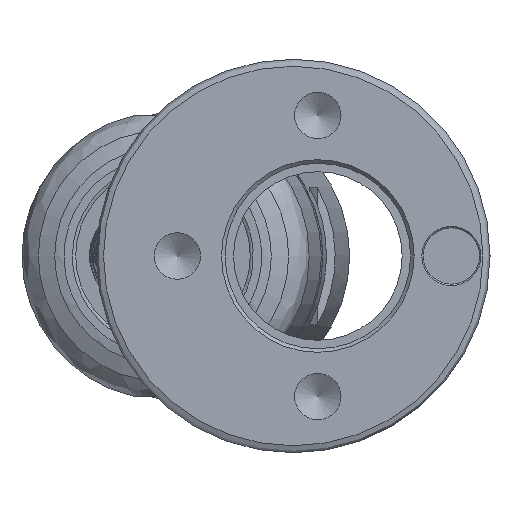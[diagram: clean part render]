
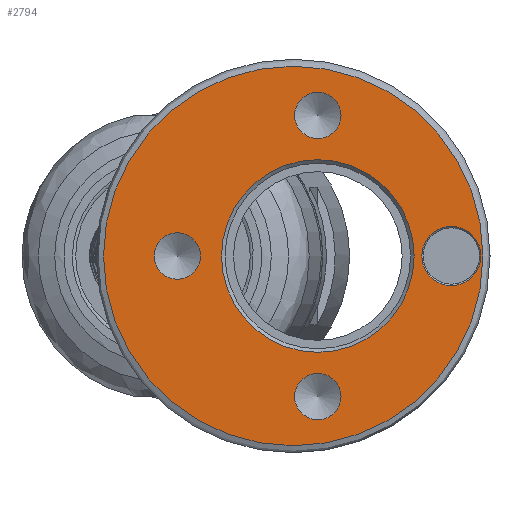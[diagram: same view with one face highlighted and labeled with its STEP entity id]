
A CAD part, left-side view. The second image highlights one B-rep face of the part: STEP entity #2794.
In plain terms, the highlighted planar face has unit normal (-1, 0, 0).
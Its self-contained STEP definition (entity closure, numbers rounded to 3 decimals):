
#51 = ORIENTED_EDGE ( 'NONE', *, *, #1299, .F. ) ;
#77 = DIRECTION ( 'NONE',  ( 1., 0., 0. ) ) ;
#86 = DIRECTION ( 'NONE',  ( 0., 0., 1. ) ) ;
#124 = CIRCLE ( 'NONE', #4300, 1.65 ) ;
#129 = AXIS2_PLACEMENT_3D ( 'NONE', #4778, #4722, #4249 ) ;
#300 = DIRECTION ( 'NONE',  ( 0., 0., 1. ) ) ;
#313 = EDGE_CURVE ( 'NONE', #4597, #4597, #1388, .T. ) ;
#375 = ORIENTED_EDGE ( 'NONE', *, *, #4786, .F. ) ;
#415 = DIRECTION ( 'NONE',  ( -1., 0., 0. ) ) ;
#453 = FACE_BOUND ( 'NONE', #1206, .T. ) ;
#539 = FACE_BOUND ( 'NONE', #4829, .T. ) ;
#577 = CARTESIAN_POINT ( 'NONE',  ( 0., -11.25, 0. ) ) ;
#628 = CARTESIAN_POINT ( 'NONE',  ( 0., -1.75, 10. ) ) ;
#699 = DIRECTION ( 'NONE',  ( 0., 0., -1. ) ) ;
#771 = CARTESIAN_POINT ( 'NONE',  ( 0., -1.75, -8.35 ) ) ;
#944 = FACE_BOUND ( 'NONE', #1410, .T. ) ;
#984 = DIRECTION ( 'NONE',  ( 0., 0., 1. ) ) ;
#1134 = AXIS2_PLACEMENT_3D ( 'NONE', #3999, #77, #2718 ) ;
#1151 = DIRECTION ( 'NONE',  ( -1., 0., 0. ) ) ;
#1152 = ORIENTED_EDGE ( 'NONE', *, *, #313, .T. ) ;
#1206 = EDGE_LOOP ( 'NONE', ( #2638 ) ) ;
#1224 = AXIS2_PLACEMENT_3D ( 'NONE', #3961, #415, #300 ) ;
#1299 = EDGE_CURVE ( 'NONE', #2412, #2412, #2311, .T. ) ;
#1385 = ORIENTED_EDGE ( 'NONE', *, *, #4539, .T. ) ;
#1388 = CIRCLE ( 'NONE', #5125, 13.5 ) ;
#1405 = CIRCLE ( 'NONE', #1224, 1.65 ) ;
#1410 = EDGE_LOOP ( 'NONE', ( #375 ) ) ;
#1454 = CARTESIAN_POINT ( 'NONE',  ( 0., 0., 0. ) ) ;
#1500 = EDGE_LOOP ( 'NONE', ( #1152 ) ) ;
#1507 = CARTESIAN_POINT ( 'NONE',  ( 0., 0., -13.5 ) ) ;
#2230 = PLANE ( 'NONE',  #1134 ) ;
#2289 = DIRECTION ( 'NONE',  ( -1., 0., 0. ) ) ;
#2311 = CIRCLE ( 'NONE', #4647, 2.1 ) ;
#2314 = FACE_BOUND ( 'NONE', #3039, .T. ) ;
#2377 = DIRECTION ( 'NONE',  ( 0., 0., 1. ) ) ;
#2383 = CARTESIAN_POINT ( 'NONE',  ( 0., -11.25, 2.1 ) ) ;
#2394 = VERTEX_POINT ( 'NONE', #4854 ) ;
#2412 = VERTEX_POINT ( 'NONE', #2383 ) ;
#2574 = VERTEX_POINT ( 'NONE', #771 ) ;
#2630 = CIRCLE ( 'NONE', #129, 6.85 ) ;
#2638 = ORIENTED_EDGE ( 'NONE', *, *, #2651, .F. ) ;
#2651 = EDGE_CURVE ( 'NONE', #2574, #2574, #1405, .T. ) ;
#2718 = DIRECTION ( 'NONE',  ( 0., 0., -1. ) ) ;
#2779 = FACE_BOUND ( 'NONE', #4500, .T. ) ;
#2794 = ADVANCED_FACE ( 'NONE', ( #539, #2779, #453, #944, #2314, #4910 ), #2230, .F. ) ;
#3039 = EDGE_LOOP ( 'NONE', ( #3147 ) ) ;
#3147 = ORIENTED_EDGE ( 'NONE', *, *, #3464, .F. ) ;
#3277 = AXIS2_PLACEMENT_3D ( 'NONE', #4986, #4092, #984 ) ;
#3464 = EDGE_CURVE ( 'NONE', #4348, #4348, #124, .T. ) ;
#3478 = CARTESIAN_POINT ( 'NONE',  ( 0., -1.75, 11.65 ) ) ;
#3961 = CARTESIAN_POINT ( 'NONE',  ( 0., -1.75, -10. ) ) ;
#3999 = CARTESIAN_POINT ( 'NONE',  ( 0., 0., 0. ) ) ;
#4072 = VERTEX_POINT ( 'NONE', #5020 ) ;
#4092 = DIRECTION ( 'NONE',  ( -1., 0., 0. ) ) ;
#4249 = DIRECTION ( 'NONE',  ( 0., 0., -1. ) ) ;
#4300 = AXIS2_PLACEMENT_3D ( 'NONE', #628, #1151, #2377 ) ;
#4348 = VERTEX_POINT ( 'NONE', #3478 ) ;
#4500 = EDGE_LOOP ( 'NONE', ( #51 ) ) ;
#4539 = EDGE_CURVE ( 'NONE', #2394, #2394, #2630, .T. ) ;
#4597 = VERTEX_POINT ( 'NONE', #1507 ) ;
#4647 = AXIS2_PLACEMENT_3D ( 'NONE', #577, #2289, #86 ) ;
#4722 = DIRECTION ( 'NONE',  ( 1., 0., 0. ) ) ;
#4778 = CARTESIAN_POINT ( 'NONE',  ( 0., -1.75, 0. ) ) ;
#4786 = EDGE_CURVE ( 'NONE', #4072, #4072, #4867, .T. ) ;
#4829 = EDGE_LOOP ( 'NONE', ( #1385 ) ) ;
#4854 = CARTESIAN_POINT ( 'NONE',  ( 0., -1.75, -6.85 ) ) ;
#4867 = CIRCLE ( 'NONE', #3277, 1.65 ) ;
#4910 = FACE_OUTER_BOUND ( 'NONE', #1500, .T. ) ;
#4986 = CARTESIAN_POINT ( 'NONE',  ( 0., 8.25, 0. ) ) ;
#5012 = DIRECTION ( 'NONE',  ( -1., 0., 0. ) ) ;
#5020 = CARTESIAN_POINT ( 'NONE',  ( 0., 8.25, 1.65 ) ) ;
#5125 = AXIS2_PLACEMENT_3D ( 'NONE', #1454, #5012, #699 ) ;
